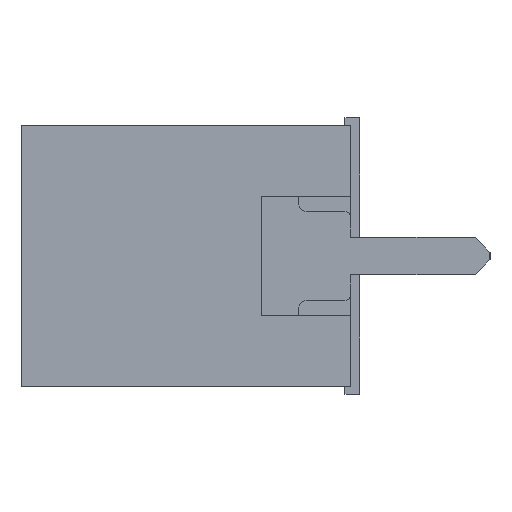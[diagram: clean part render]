
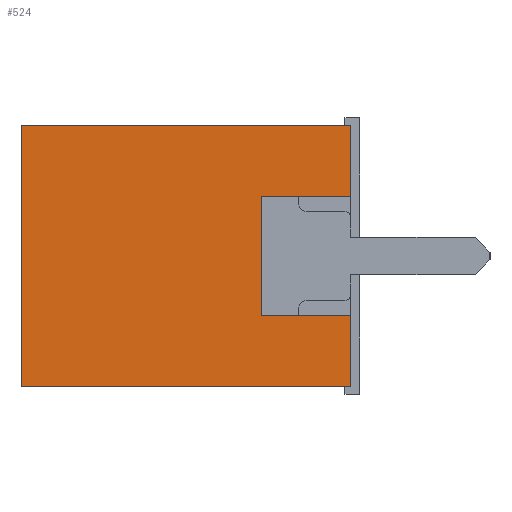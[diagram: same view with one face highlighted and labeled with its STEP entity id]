
A CAD part, left-side view. The second image highlights one B-rep face of the part: STEP entity #524.
In plain terms, the highlighted planar face has unit normal (-1, 0, 0).
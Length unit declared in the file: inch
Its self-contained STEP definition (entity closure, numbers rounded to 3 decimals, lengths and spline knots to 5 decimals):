
#524 = ADVANCED_FACE( '', ( #1099 ), #1100, .F. );
#1099 = FACE_OUTER_BOUND( '', #1758, .T. );
#1100 = PLANE( '', #1759 );
#1758 = EDGE_LOOP( '', ( #3127, #3128, #3129, #3130, #3131, #3132, #3133, #3134 ) );
#1759 = AXIS2_PLACEMENT_3D( '', #3135, #3136, #3137 );
#3127 = ORIENTED_EDGE( '', *, *, #4615, .T. );
#3128 = ORIENTED_EDGE( '', *, *, #4616, .T. );
#3129 = ORIENTED_EDGE( '', *, *, #4280, .F. );
#3130 = ORIENTED_EDGE( '', *, *, #4497, .F. );
#3131 = ORIENTED_EDGE( '', *, *, #4617, .T. );
#3132 = ORIENTED_EDGE( '', *, *, #4618, .T. );
#3133 = ORIENTED_EDGE( '', *, *, #4383, .T. );
#3134 = ORIENTED_EDGE( '', *, *, #4619, .T. );
#3135 = CARTESIAN_POINT( '', ( -0.3815, 0.22, -0.0875 ) );
#3136 = DIRECTION( '', ( 1., 0., 0. ) );
#3137 = DIRECTION( '', ( 0., 0., -1. ) );
#4280 = EDGE_CURVE( '', #5238, #5240, #5241, .T. );
#4383 = EDGE_CURVE( '', #5406, #5404, #5407, .T. );
#4497 = EDGE_CURVE( '', #5584, #5238, #5586, .T. );
#4615 = EDGE_CURVE( '', #5748, #5749, #5750, .T. );
#4616 = EDGE_CURVE( '', #5749, #5240, #5751, .T. );
#4617 = EDGE_CURVE( '', #5584, #5752, #5753, .T. );
#4618 = EDGE_CURVE( '', #5752, #5406, #5754, .T. );
#4619 = EDGE_CURVE( '', #5404, #5748, #5755, .T. );
#5238 = VERTEX_POINT( '', #6586 );
#5240 = VERTEX_POINT( '', #6589 );
#5241 = LINE( '', #6590, #6591 );
#5404 = VERTEX_POINT( '', #6832 );
#5406 = VERTEX_POINT( '', #6835 );
#5407 = LINE( '', #6836, #6837 );
#5584 = VERTEX_POINT( '', #7111 );
#5586 = LINE( '', #7114, #7115 );
#5748 = VERTEX_POINT( '', #7351 );
#5749 = VERTEX_POINT( '', #7352 );
#5750 = LINE( '', #7353, #7354 );
#5751 = LINE( '', #7355, #7356 );
#5752 = VERTEX_POINT( '', #7357 );
#5753 = LINE( '', #7358, #7359 );
#5754 = LINE( '', #7360, #7361 );
#5755 = LINE( '', #7362, #7363 );
#6586 = CARTESIAN_POINT( '', ( -0.3815, 0.22, 0.0875 ) );
#6589 = CARTESIAN_POINT( '', ( -0.3815, 0., 0.0875 ) );
#6590 = CARTESIAN_POINT( '', ( -0.3815, 0.22, 0.0875 ) );
#6591 = VECTOR( '', #7922, 39.37008 );
#6832 = CARTESIAN_POINT( '', ( -0.3815, 0.06, -0.04 ) );
#6835 = CARTESIAN_POINT( '', ( -0.3815, 0., -0.04 ) );
#6836 = CARTESIAN_POINT( '', ( -0.3815, 0., -0.04 ) );
#6837 = VECTOR( '', #8017, 39.37008 );
#7111 = CARTESIAN_POINT( '', ( -0.3815, 0.22, -0.0875 ) );
#7114 = CARTESIAN_POINT( '', ( -0.3815, 0.22, -0.0875 ) );
#7115 = VECTOR( '', #8122, 39.37008 );
#7351 = CARTESIAN_POINT( '', ( -0.3815, 0.06, 0.04 ) );
#7352 = CARTESIAN_POINT( '', ( -0.3815, 0., 0.04 ) );
#7353 = CARTESIAN_POINT( '', ( -0.3815, 0.06, 0.04 ) );
#7354 = VECTOR( '', #8215, 39.37008 );
#7355 = CARTESIAN_POINT( '', ( -0.3815, 0., -0.0875 ) );
#7356 = VECTOR( '', #8216, 39.37008 );
#7357 = CARTESIAN_POINT( '', ( -0.3815, 0., -0.0875 ) );
#7358 = CARTESIAN_POINT( '', ( -0.3815, 0.22, -0.0875 ) );
#7359 = VECTOR( '', #8217, 39.37008 );
#7360 = CARTESIAN_POINT( '', ( -0.3815, 0., -0.0875 ) );
#7361 = VECTOR( '', #8218, 39.37008 );
#7362 = CARTESIAN_POINT( '', ( -0.3815, 0.06, -0.04 ) );
#7363 = VECTOR( '', #8219, 39.37008 );
#7922 = DIRECTION( '', ( 0., -1., 0. ) );
#8017 = DIRECTION( '', ( 0., 1., 0. ) );
#8122 = DIRECTION( '', ( 0., 0., 1. ) );
#8215 = DIRECTION( '', ( 0., -1., 0. ) );
#8216 = DIRECTION( '', ( 0., 0., 1. ) );
#8217 = DIRECTION( '', ( 0., -1., 0. ) );
#8218 = DIRECTION( '', ( 0., 0., 1. ) );
#8219 = DIRECTION( '', ( 0., 0., 1. ) );
